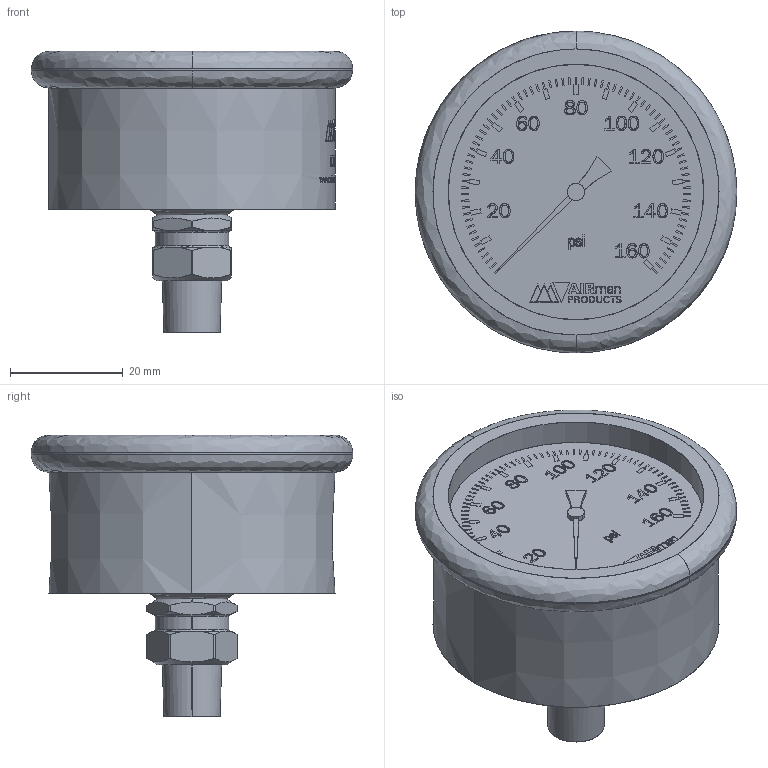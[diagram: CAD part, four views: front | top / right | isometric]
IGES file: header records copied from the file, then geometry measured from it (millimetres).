
Start section: SolidWorks IGES file using analytic representation for surfaces
Global section: file name: K1100-353-GAUGE-.13-NPT-2.00-DIAL-0-160-IN-BAG.IGS; native system: SolidWorks 2018; preprocessor: SolidWorks 2018; author: engremote3; date: 210730.105650; units: inch
Bounding box: 57.15 x 57.15 x 50.04 mm (x, y, z)
Surface area: 11007.2 mm2 (no closed solid volume)
Topology: 0 solids, 0 shells, 2305 faces, 21669 edges, 21667 vertices
Faces by surface type: bspline 2189, revolution 116
